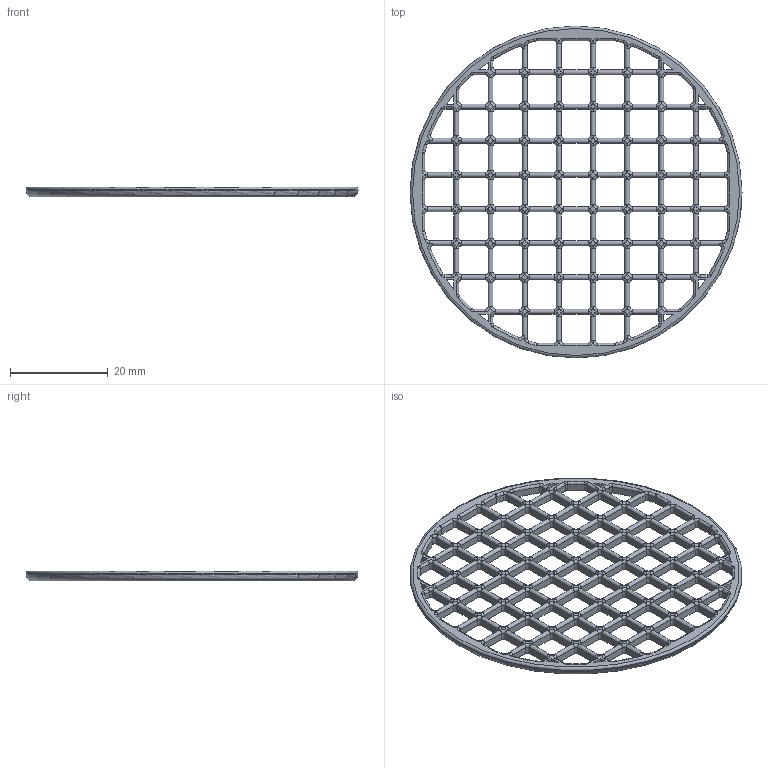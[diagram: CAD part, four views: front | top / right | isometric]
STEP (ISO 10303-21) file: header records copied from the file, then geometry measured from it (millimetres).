
FILE_DESCRIPTION(/* description */ (''),/* implementation_level */ '2;1');
FILE_NAME(/* name */ 'tray.stp',/* time_stamp */ '2018-10-22T08:35:45-07:00',/* author */ ('elopategi'),/* organization */ (''),/* preprocessor_version */ 'ST-DEVELOPER v16.5',/* originating_system */ 'Autodesk Inventor 2017',/* authorisation */ '');
FILE_SCHEMA (('AUTOMOTIVE_DESIGN { 1 0 10303 214 3 1 1 }'));
Length unit declared in the file: millimetre
Products named in the file (1): bandeja
Bounding box: 68 x 68 x 2 mm (x, y, z)
Volume: 2392.6 mm3; surface area: 5702.9 mm2
Topology: 1 solids, 1 shells, 1113 faces, 2728 edges, 1549 vertices
Faces by surface type: cylinder 465, plane 338, torus 310
Full cylindrical faces by diameter (mm): 68 x1
Entity records: 32798 total; most frequent: DIRECTION 6472, ORIENTED_EDGE 5448, CARTESIAN_POINT 5386, EDGE_CURVE 2724, AXIS2_PLACEMENT_3D 2634, VERTEX_POINT 1548, CIRCLE 1520, LINE 1204
